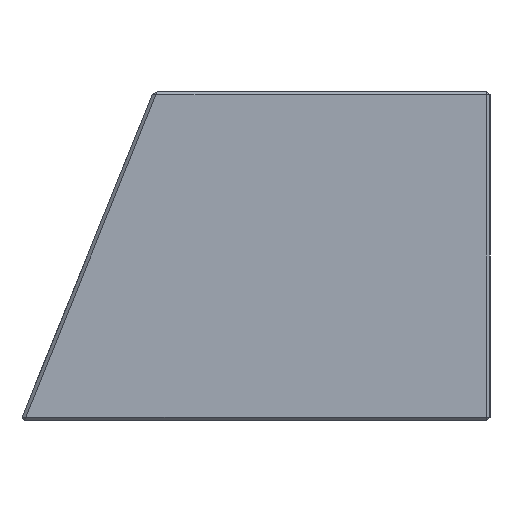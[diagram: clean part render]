
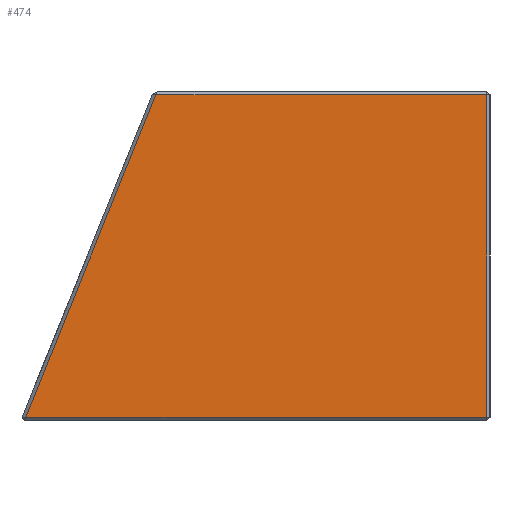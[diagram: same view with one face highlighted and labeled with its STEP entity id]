
A CAD part, left-side view. The second image highlights one B-rep face of the part: STEP entity #474.
In plain terms, the highlighted planar face has unit normal (-1, 0, 0).
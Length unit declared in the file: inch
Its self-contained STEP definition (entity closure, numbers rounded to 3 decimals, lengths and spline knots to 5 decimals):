
#56=FACE_OUTER_BOUND('',#90,.T.);
#90=EDGE_LOOP('',(#379,#380,#381,#382));
#125=LINE('',#729,#177);
#127=LINE('',#732,#179);
#151=LINE('',#776,#203);
#153=LINE('',#779,#205);
#177=VECTOR('',#581,0.3937);
#179=VECTOR('',#585,0.3937);
#203=VECTOR('',#631,0.3937);
#205=VECTOR('',#635,0.3937);
#213=VERTEX_POINT('',#693);
#214=VERTEX_POINT('',#697);
#219=VERTEX_POINT('',#707);
#225=VERTEX_POINT('',#724);
#261=EDGE_CURVE('',#214,#225,#125,.T.);
#263=EDGE_CURVE('',#225,#219,#127,.T.);
#287=EDGE_CURVE('',#219,#213,#151,.T.);
#289=EDGE_CURVE('',#213,#214,#153,.T.);
#379=ORIENTED_EDGE('',*,*,#261,.F.);
#380=ORIENTED_EDGE('',*,*,#289,.F.);
#381=ORIENTED_EDGE('',*,*,#287,.F.);
#382=ORIENTED_EDGE('',*,*,#263,.F.);
#444=PLANE('',#523);
#474=ADVANCED_FACE('',(#56),#444,.F.);
#523=AXIS2_PLACEMENT_3D('',#782,#639,#640);
#581=DIRECTION('',(0.,-1.,0.));
#585=DIRECTION('',(0.,0.,-1.));
#631=DIRECTION('',(0.,1.,0.));
#635=DIRECTION('',(0.,-0.375,0.927));
#639=DIRECTION('center_axis',(1.,0.,0.));
#640=DIRECTION('ref_axis',(0.,1.,0.));
#693=CARTESIAN_POINT('',(0.,0.38031,0.01));
#697=CARTESIAN_POINT('',(0.,-0.00675,0.968));
#707=CARTESIAN_POINT('',(0.,-0.99,0.01));
#724=CARTESIAN_POINT('',(0.,-0.99,0.968));
#729=CARTESIAN_POINT('',(0.,-0.15122,0.968));
#732=CARTESIAN_POINT('',(0.,-0.99,0.7335));
#776=CARTESIAN_POINT('',(0.,-0.65122,0.01));
#779=CARTESIAN_POINT('',(0.,0.252,0.32759));
#782=CARTESIAN_POINT('Origin',(0.,-0.30243,0.489));
